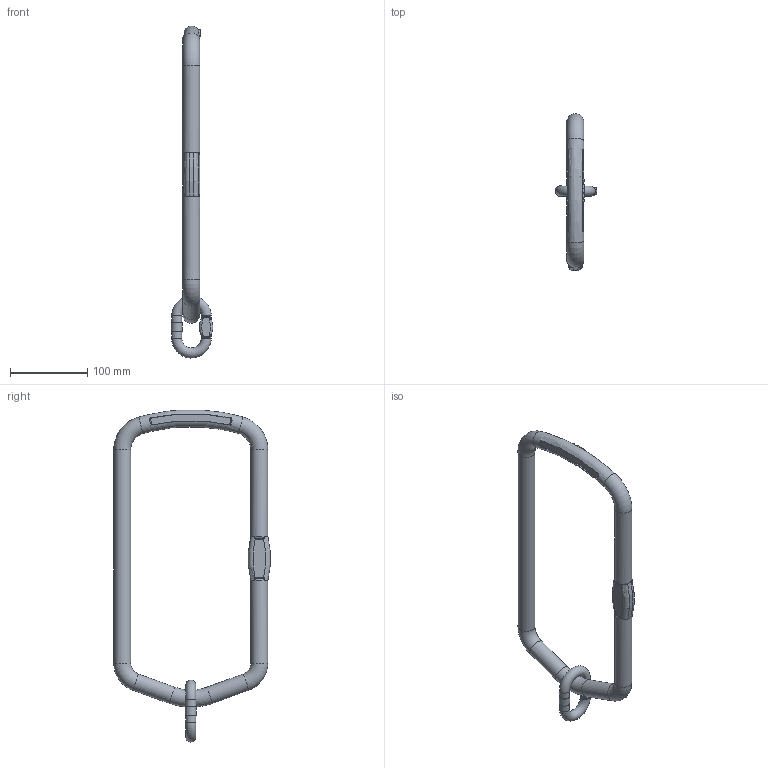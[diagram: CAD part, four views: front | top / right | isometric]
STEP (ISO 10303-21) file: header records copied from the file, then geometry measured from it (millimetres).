
FILE_DESCRIPTION(/* description */ (''),/* implementation_level */ '2;1');
FILE_NAME(/* name */ 'VLWP_1-7_8.stp',/* time_stamp */ '2018-02-23T11:30:38+01:00',/* author */ (''),/* organization */ (''),/* preprocessor_version */ 'ST-DEVELOPER v16',/* originating_system */ 'SIEMENS PLM Software NX 11.0',/* authorisation */ '');
FILE_SCHEMA (('AUTOMOTIVE_DESIGN { 1 0 10303 214 3 1 1 1 }'));
Length unit declared in the file: millimetre
Products named in the file (1): kch3EC42524llqt
Bounding box: 53.58 x 202.11 x 428.71 mm (x, y, z)
Volume: 398172.7 mm3; surface area: 76335.6 mm2
Topology: 2 solids, 2 shells, 226 faces, 568 edges, 335 vertices
Faces by surface type: bspline 88, plane 62, cylinder 36, extrusion 20, torus 18, cone 2
Full cylindrical faces by diameter (mm): 13 x4, 13.975 x1, 22 x5
Entity records: 8860 total; most frequent: CARTESIAN_POINT 4401, ORIENTED_EDGE 1050, DIRECTION 680, EDGE_CURVE 525, VERTEX_POINT 328, B_SPLINE_CURVE_WITH_KNOTS 273, AXIS2_PLACEMENT_3D 269, EDGE_LOOP 255
